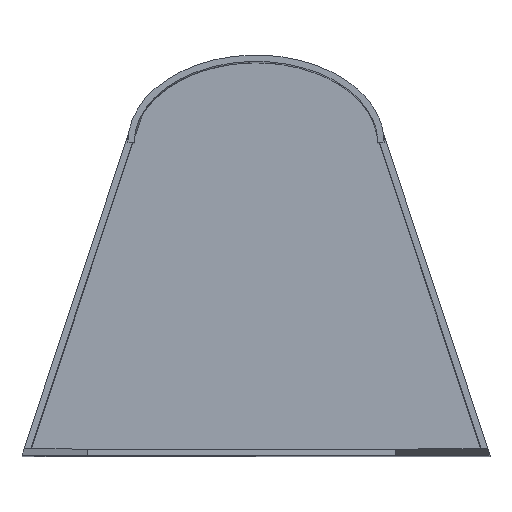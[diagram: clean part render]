
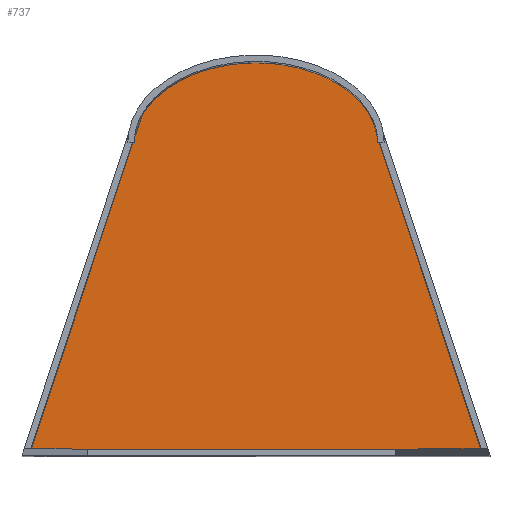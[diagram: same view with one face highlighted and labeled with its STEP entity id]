
A CAD part, top view. The second image highlights one B-rep face of the part: STEP entity #737.
In plain terms, the highlighted planar face has unit normal (0, 0, 1).
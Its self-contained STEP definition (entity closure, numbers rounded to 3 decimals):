
#24=B_SPLINE_CURVE_WITH_KNOTS('',3,(#1234,#1235,#1236,#1237,#1238,#1239,
#1240,#1241,#1242,#1243,#1244,#1245,#1246,#1247,#1248,#1249,#1250,#1251,
#1252,#1253,#1254,#1255,#1256,#1257,#1258,#1259,#1260,#1261,#1262,#1263,
#1264,#1265,#1266,#1267,#1268,#1269,#1270,#1271,#1272,#1273,#1274,#1275,
#1276),.UNSPECIFIED.,.F.,.F.,(4,3,3,3,3,3,3,3,3,3,3,3,3,3,4),(8.335,
11.311,14.286,17.262,20.238,23.213,
26.189,28.173,32.141,34.124,38.092,
41.068,44.044,47.019,49.995),
 .UNSPECIFIED.);
#46=PLANE('',#796);
#82=FACE_OUTER_BOUND('',#121,.T.);
#121=EDGE_LOOP('',(#594,#595,#596,#597,#598,#599,#600,#601));
#181=LINE('',#1183,#271);
#182=LINE('',#1194,#272);
#190=LINE('',#1228,#280);
#191=LINE('',#1231,#281);
#193=LINE('',#1278,#283);
#194=LINE('',#1280,#284);
#195=LINE('',#1281,#285);
#271=VECTOR('',#894,10.);
#272=VECTOR('',#897,10.);
#280=VECTOR('',#911,10.);
#281=VECTOR('',#914,10.);
#283=VECTOR('',#918,10.);
#284=VECTOR('',#919,10.);
#285=VECTOR('',#920,10.);
#365=VERTEX_POINT('',#1172);
#367=VERTEX_POINT('',#1181);
#368=VERTEX_POINT('',#1185);
#370=VERTEX_POINT('',#1193);
#376=VERTEX_POINT('',#1226);
#377=VERTEX_POINT('',#1230);
#378=VERTEX_POINT('',#1277);
#379=VERTEX_POINT('',#1279);
#448=EDGE_CURVE('',#365,#367,#181,.T.);
#450=EDGE_CURVE('',#368,#370,#182,.T.);
#460=EDGE_CURVE('',#376,#367,#190,.T.);
#461=EDGE_CURVE('',#370,#377,#191,.T.);
#463=EDGE_CURVE('',#365,#368,#24,.F.);
#464=EDGE_CURVE('',#376,#378,#193,.F.);
#465=EDGE_CURVE('',#379,#378,#194,.T.);
#466=EDGE_CURVE('',#377,#379,#195,.T.);
#594=ORIENTED_EDGE('',*,*,#463,.F.);
#595=ORIENTED_EDGE('',*,*,#448,.T.);
#596=ORIENTED_EDGE('',*,*,#460,.F.);
#597=ORIENTED_EDGE('',*,*,#464,.T.);
#598=ORIENTED_EDGE('',*,*,#465,.F.);
#599=ORIENTED_EDGE('',*,*,#466,.F.);
#600=ORIENTED_EDGE('',*,*,#461,.F.);
#601=ORIENTED_EDGE('',*,*,#450,.F.);
#737=ADVANCED_FACE('',(#82),#46,.T.);
#796=AXIS2_PLACEMENT_3D('',#1233,#916,#917);
#894=DIRECTION('',(0.,-1.,0.));
#897=DIRECTION('',(0.,-1.,0.));
#911=DIRECTION('',(1.,0.,0.));
#914=DIRECTION('',(1.,0.,0.));
#916=DIRECTION('center_axis',(0.,0.,1.));
#917=DIRECTION('ref_axis',(1.,0.,0.));
#918=DIRECTION('',(0.315,0.949,0.));
#919=DIRECTION('',(-1.,0.,0.));
#920=DIRECTION('',(0.315,-0.949,0.));
#1172=CARTESIAN_POINT('',(-190.877,345.554,10.));
#1181=CARTESIAN_POINT('',(-190.877,335.554,10.));
#1183=CARTESIAN_POINT('',(-190.877,345.554,10.));
#1185=CARTESIAN_POINT('',(190.877,345.554,10.));
#1193=CARTESIAN_POINT('',(190.877,335.554,10.));
#1194=CARTESIAN_POINT('',(190.877,345.554,10.));
#1226=CARTESIAN_POINT('',(-194.255,335.554,10.));
#1228=CARTESIAN_POINT('',(100.738,335.554,10.));
#1230=CARTESIAN_POINT('',(194.255,335.554,10.));
#1231=CARTESIAN_POINT('',(100.738,335.554,10.));
#1233=CARTESIAN_POINT('Origin',(0.,94.394,10.));
#1234=CARTESIAN_POINT('Ctrl Pts',(190.877,345.554,10.));
#1235=CARTESIAN_POINT('Ctrl Pts',(189.836,354.239,10.));
#1236=CARTESIAN_POINT('Ctrl Pts',(187.436,362.884,10.));
#1237=CARTESIAN_POINT('Ctrl Pts',(183.676,371.34,10.));
#1238=CARTESIAN_POINT('Ctrl Pts',(179.916,379.797,10.));
#1239=CARTESIAN_POINT('Ctrl Pts',(174.796,388.066,10.));
#1240=CARTESIAN_POINT('Ctrl Pts',(168.375,395.948,10.));
#1241=CARTESIAN_POINT('Ctrl Pts',(161.953,403.829,10.));
#1242=CARTESIAN_POINT('Ctrl Pts',(154.23,411.324,10.));
#1243=CARTESIAN_POINT('Ctrl Pts',(145.358,418.223,10.));
#1244=CARTESIAN_POINT('Ctrl Pts',(136.486,425.123,10.));
#1245=CARTESIAN_POINT('Ctrl Pts',(126.466,431.427,10.));
#1246=CARTESIAN_POINT('Ctrl Pts',(115.523,436.962,10.));
#1247=CARTESIAN_POINT('Ctrl Pts',(104.581,442.497,10.));
#1248=CARTESIAN_POINT('Ctrl Pts',(92.717,447.262,10.));
#1249=CARTESIAN_POINT('Ctrl Pts',(80.212,451.126,10.));
#1250=CARTESIAN_POINT('Ctrl Pts',(67.706,454.99,10.));
#1251=CARTESIAN_POINT('Ctrl Pts',(54.56,457.953,10.));
#1252=CARTESIAN_POINT('Ctrl Pts',(41.084,459.94,10.));
#1253=CARTESIAN_POINT('Ctrl Pts',(32.101,461.264,10.));
#1254=CARTESIAN_POINT('Ctrl Pts',(22.97,462.154,10.));
#1255=CARTESIAN_POINT('Ctrl Pts',(13.792,462.598,10.));
#1256=CARTESIAN_POINT('Ctrl Pts',(-4.565,463.485,10.));
#1257=CARTESIAN_POINT('Ctrl Pts',(-23.115,462.585,10.));
#1258=CARTESIAN_POINT('Ctrl Pts',(-41.084,459.941,10.));
#1259=CARTESIAN_POINT('Ctrl Pts',(-50.068,458.619,10.));
#1260=CARTESIAN_POINT('Ctrl Pts',(-58.907,456.862,10.));
#1261=CARTESIAN_POINT('Ctrl Pts',(-67.505,454.69,10.));
#1262=CARTESIAN_POINT('Ctrl Pts',(-84.701,450.346,10.));
#1263=CARTESIAN_POINT('Ctrl Pts',(-100.935,444.344,10.));
#1264=CARTESIAN_POINT('Ctrl Pts',(-115.525,436.966,10.));
#1265=CARTESIAN_POINT('Ctrl Pts',(-126.468,431.432,10.));
#1266=CARTESIAN_POINT('Ctrl Pts',(-136.487,425.124,10.));
#1267=CARTESIAN_POINT('Ctrl Pts',(-145.358,418.223,10.));
#1268=CARTESIAN_POINT('Ctrl Pts',(-154.229,411.323,10.));
#1269=CARTESIAN_POINT('Ctrl Pts',(-161.953,403.83,10.));
#1270=CARTESIAN_POINT('Ctrl Pts',(-168.374,395.949,10.));
#1271=CARTESIAN_POINT('Ctrl Pts',(-174.796,388.067,10.));
#1272=CARTESIAN_POINT('Ctrl Pts',(-179.916,379.797,10.));
#1273=CARTESIAN_POINT('Ctrl Pts',(-183.676,371.34,10.));
#1274=CARTESIAN_POINT('Ctrl Pts',(-187.436,362.883,10.));
#1275=CARTESIAN_POINT('Ctrl Pts',(-189.836,354.239,10.));
#1276=CARTESIAN_POINT('Ctrl Pts',(-190.877,345.554,10.));
#1277=CARTESIAN_POINT('',(-354.15,-146.766,10.));
#1278=CARTESIAN_POINT('',(-219.517,259.351,10.));
#1279=CARTESIAN_POINT('',(354.15,-146.766,10.));
#1280=CARTESIAN_POINT('',(-184.,-146.766,10.));
#1281=CARTESIAN_POINT('',(302.78,8.191,10.));
